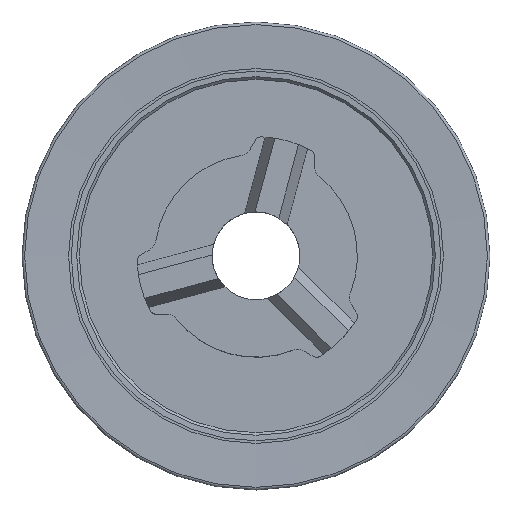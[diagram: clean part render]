
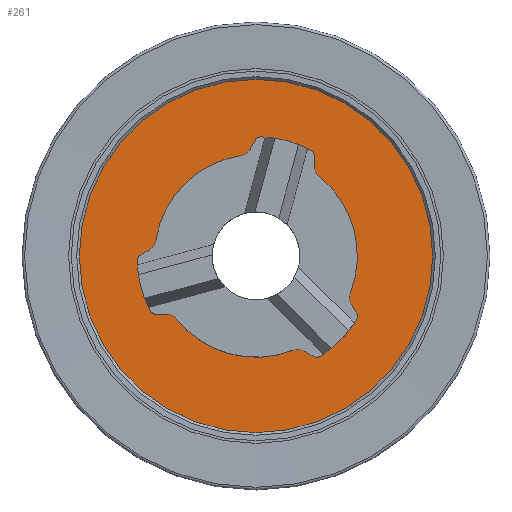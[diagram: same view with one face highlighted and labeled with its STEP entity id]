
A CAD part, top view. The second image highlights one B-rep face of the part: STEP entity #261.
In plain terms, the highlighted planar face has unit normal (0, 0, 1).
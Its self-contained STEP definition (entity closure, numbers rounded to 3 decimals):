
#153=LINE('',#1591,#201);
#159=LINE('',#1609,#207);
#161=LINE('',#1613,#209);
#164=LINE('',#1623,#212);
#166=LINE('',#1627,#214);
#172=LINE('',#1645,#220);
#201=VECTOR('',#1238,1.);
#207=VECTOR('',#1258,1.);
#209=VECTOR('',#1262,1.);
#212=VECTOR('',#1275,1.);
#214=VECTOR('',#1279,1.);
#220=VECTOR('',#1299,1.);
#261=ADVANCED_FACE('',(#301,#302),#292,.T.);
#292=PLANE('',#1064);
#301=FACE_BOUND('',#369,.T.);
#302=FACE_BOUND('',#370,.T.);
#369=EDGE_LOOP('',(#592,#593,#594,#595,#596,#597,#598,#599,#600,#601,#602,
#603,#604,#605,#606,#607,#608,#609,#610,#611,#612,#613,#614,#615));
#370=EDGE_LOOP('',(#616));
#592=ORIENTED_EDGE('',*,*,#833,.F.);
#593=ORIENTED_EDGE('',*,*,#823,.F.);
#594=ORIENTED_EDGE('',*,*,#826,.F.);
#595=ORIENTED_EDGE('',*,*,#828,.F.);
#596=ORIENTED_EDGE('',*,*,#830,.F.);
#597=ORIENTED_EDGE('',*,*,#832,.F.);
#598=ORIENTED_EDGE('',*,*,#834,.F.);
#599=ORIENTED_EDGE('',*,*,#788,.F.);
#600=ORIENTED_EDGE('',*,*,#835,.F.);
#601=ORIENTED_EDGE('',*,*,#816,.F.);
#602=ORIENTED_EDGE('',*,*,#818,.F.);
#603=ORIENTED_EDGE('',*,*,#732,.F.);
#604=ORIENTED_EDGE('',*,*,#820,.F.);
#605=ORIENTED_EDGE('',*,*,#821,.F.);
#606=ORIENTED_EDGE('',*,*,#728,.F.);
#607=ORIENTED_EDGE('',*,*,#794,.F.);
#608=ORIENTED_EDGE('',*,*,#836,.F.);
#609=ORIENTED_EDGE('',*,*,#805,.F.);
#610=ORIENTED_EDGE('',*,*,#808,.F.);
#611=ORIENTED_EDGE('',*,*,#810,.F.);
#612=ORIENTED_EDGE('',*,*,#812,.F.);
#613=ORIENTED_EDGE('',*,*,#814,.F.);
#614=ORIENTED_EDGE('',*,*,#837,.F.);
#615=ORIENTED_EDGE('',*,*,#782,.F.);
#616=ORIENTED_EDGE('',*,*,#838,.F.);
#641=VERTEX_POINT('',#1399);
#642=VERTEX_POINT('',#1400);
#645=VERTEX_POINT('',#1408);
#646=VERTEX_POINT('',#1409);
#689=VERTEX_POINT('',#1526);
#690=VERTEX_POINT('',#1528);
#693=VERTEX_POINT('',#1543);
#694=VERTEX_POINT('',#1545);
#697=VERTEX_POINT('',#1560);
#700=VERTEX_POINT('',#1590);
#701=VERTEX_POINT('',#1592);
#702=VERTEX_POINT('',#1596);
#703=VERTEX_POINT('',#1600);
#704=VERTEX_POINT('',#1604);
#705=VERTEX_POINT('',#1608);
#706=VERTEX_POINT('',#1612);
#707=VERTEX_POINT('',#1614);
#708=VERTEX_POINT('',#1620);
#709=VERTEX_POINT('',#1626);
#710=VERTEX_POINT('',#1628);
#711=VERTEX_POINT('',#1632);
#712=VERTEX_POINT('',#1636);
#713=VERTEX_POINT('',#1640);
#714=VERTEX_POINT('',#1644);
#715=VERTEX_POINT('',#1658);
#728=EDGE_CURVE('',#641,#642,#851,.T.);
#732=EDGE_CURVE('',#645,#646,#853,.T.);
#782=EDGE_CURVE('',#689,#690,#882,.T.);
#788=EDGE_CURVE('',#693,#694,#884,.T.);
#794=EDGE_CURVE('',#697,#641,#886,.T.);
#805=EDGE_CURVE('',#700,#701,#153,.T.);
#808=EDGE_CURVE('',#702,#700,#888,.T.);
#810=EDGE_CURVE('',#703,#702,#889,.T.);
#812=EDGE_CURVE('',#704,#703,#890,.T.);
#814=EDGE_CURVE('',#705,#704,#159,.T.);
#816=EDGE_CURVE('',#706,#707,#161,.T.);
#818=EDGE_CURVE('',#646,#706,#891,.T.);
#820=EDGE_CURVE('',#708,#645,#892,.T.);
#821=EDGE_CURVE('',#642,#708,#164,.T.);
#823=EDGE_CURVE('',#709,#710,#166,.T.);
#826=EDGE_CURVE('',#711,#709,#893,.T.);
#828=EDGE_CURVE('',#712,#711,#894,.T.);
#830=EDGE_CURVE('',#713,#712,#895,.T.);
#832=EDGE_CURVE('',#714,#713,#172,.T.);
#833=EDGE_CURVE('',#710,#689,#896,.T.);
#834=EDGE_CURVE('',#694,#714,#897,.T.);
#835=EDGE_CURVE('',#707,#693,#898,.T.);
#836=EDGE_CURVE('',#701,#697,#899,.T.);
#837=EDGE_CURVE('',#690,#705,#900,.T.);
#838=EDGE_CURVE('',#715,#715,#901,.T.);
#851=CIRCLE('',#974,0.4);
#853=CIRCLE('',#977,6.);
#882=CIRCLE('',#1013,7.05);
#884=CIRCLE('',#1016,7.05);
#886=CIRCLE('',#1019,7.05);
#888=CIRCLE('',#1032,0.8);
#889=CIRCLE('',#1034,6.);
#890=CIRCLE('',#1036,0.8);
#891=CIRCLE('',#1040,0.8);
#892=CIRCLE('',#1042,0.8);
#893=CIRCLE('',#1046,0.8);
#894=CIRCLE('',#1048,6.);
#895=CIRCLE('',#1050,0.8);
#896=CIRCLE('',#1053,0.4);
#897=CIRCLE('',#1055,0.4);
#898=CIRCLE('',#1057,0.4);
#899=CIRCLE('',#1059,0.4);
#900=CIRCLE('',#1061,0.4);
#901=CIRCLE('',#1063,10.458);
#974=AXIS2_PLACEMENT_3D('',#1398,#1096,#1097);
#977=AXIS2_PLACEMENT_3D('',#1407,#1104,#1105);
#1013=AXIS2_PLACEMENT_3D('',#1527,#1191,#1192);
#1016=AXIS2_PLACEMENT_3D('',#1544,#1199,#1200);
#1019=AXIS2_PLACEMENT_3D('',#1561,#1207,#1208);
#1032=AXIS2_PLACEMENT_3D('',#1597,#1243,#1244);
#1034=AXIS2_PLACEMENT_3D('',#1601,#1248,#1249);
#1036=AXIS2_PLACEMENT_3D('',#1605,#1253,#1254);
#1040=AXIS2_PLACEMENT_3D('',#1617,#1266,#1267);
#1042=AXIS2_PLACEMENT_3D('',#1621,#1271,#1272);
#1046=AXIS2_PLACEMENT_3D('',#1633,#1284,#1285);
#1048=AXIS2_PLACEMENT_3D('',#1637,#1289,#1290);
#1050=AXIS2_PLACEMENT_3D('',#1641,#1294,#1295);
#1053=AXIS2_PLACEMENT_3D('',#1647,#1302,#1303);
#1055=AXIS2_PLACEMENT_3D('',#1649,#1306,#1307);
#1057=AXIS2_PLACEMENT_3D('',#1651,#1310,#1311);
#1059=AXIS2_PLACEMENT_3D('',#1653,#1314,#1315);
#1061=AXIS2_PLACEMENT_3D('',#1655,#1318,#1319);
#1063=AXIS2_PLACEMENT_3D('',#1657,#1322,#1323);
#1064=AXIS2_PLACEMENT_3D('',#1659,#1324,#1325);
#1096=DIRECTION('',(0.,0.,1.));
#1097=DIRECTION('',(-1.,0.,0.));
#1104=DIRECTION('',(0.,0.,1.));
#1105=DIRECTION('',(1.,0.,0.));
#1191=DIRECTION('',(0.,0.,1.));
#1192=DIRECTION('',(1.,0.,0.));
#1199=DIRECTION('',(0.,0.,1.));
#1200=DIRECTION('',(1.,0.,0.));
#1207=DIRECTION('',(0.,0.,1.));
#1208=DIRECTION('',(1.,0.,0.));
#1238=DIRECTION('',(0.866,-0.5,0.));
#1243=DIRECTION('',(0.,0.,-1.));
#1244=DIRECTION('',(-1.,0.,0.));
#1248=DIRECTION('',(0.,0.,1.));
#1249=DIRECTION('',(1.,0.,0.));
#1253=DIRECTION('',(0.,0.,-1.));
#1254=DIRECTION('',(1.,0.,0.));
#1258=DIRECTION('',(1.,0.,0.));
#1262=DIRECTION('',(0.,1.,0.));
#1266=DIRECTION('',(0.,0.,-1.));
#1267=DIRECTION('',(-1.,0.,0.));
#1271=DIRECTION('',(0.,0.,-1.));
#1272=DIRECTION('',(1.,0.,0.));
#1275=DIRECTION('',(-0.5,0.866,0.));
#1279=DIRECTION('',(-0.866,-0.5,0.));
#1284=DIRECTION('',(0.,0.,-1.));
#1285=DIRECTION('',(-1.,0.,0.));
#1289=DIRECTION('',(0.,0.,1.));
#1290=DIRECTION('',(1.,0.,0.));
#1294=DIRECTION('',(0.,0.,-1.));
#1295=DIRECTION('',(1.,0.,0.));
#1299=DIRECTION('',(-0.5,-0.866,0.));
#1302=DIRECTION('',(0.,0.,1.));
#1303=DIRECTION('',(-1.,0.,0.));
#1306=DIRECTION('',(0.,0.,1.));
#1307=DIRECTION('',(-1.,0.,0.));
#1310=DIRECTION('',(0.,0.,1.));
#1311=DIRECTION('',(-1.,0.,0.));
#1314=DIRECTION('',(0.,0.,1.));
#1315=DIRECTION('',(-1.,0.,0.));
#1318=DIRECTION('',(0.,0.,1.));
#1319=DIRECTION('',(-1.,0.,0.));
#1322=DIRECTION('',(0.,0.,-1.));
#1323=DIRECTION('',(-1.,0.,0.));
#1324=DIRECTION('',(0.,0.,1.));
#1325=DIRECTION('',(-1.,0.,0.));
#1398=CARTESIAN_POINT('',(5.601,-3.585,-4.65));
#1399=CARTESIAN_POINT('',(5.938,-3.801,-4.65));
#1400=CARTESIAN_POINT('',(5.947,-3.385,-4.65));
#1407=CARTESIAN_POINT('',(0.,0.,-4.65));
#1408=CARTESIAN_POINT('',(5.593,-2.173,-4.65));
#1409=CARTESIAN_POINT('',(3.757,4.678,-4.65));
#1526=CARTESIAN_POINT('',(-7.043,-0.323,-4.65));
#1527=CARTESIAN_POINT('',(0.,0.,-4.65));
#1528=CARTESIAN_POINT('',(-6.26,-3.242,-4.65));
#1543=CARTESIAN_POINT('',(3.242,6.26,-4.65));
#1544=CARTESIAN_POINT('',(0.,0.,-4.65));
#1545=CARTESIAN_POINT('',(0.323,7.043,-4.65));
#1560=CARTESIAN_POINT('',(3.801,-5.938,-4.65));
#1561=CARTESIAN_POINT('',(0.,0.,-4.65));
#1590=CARTESIAN_POINT('',(2.863,-5.646,-4.65));
#1591=CARTESIAN_POINT('',(3.385,-5.947,-4.65));
#1592=CARTESIAN_POINT('',(3.385,-5.947,-4.65));
#1596=CARTESIAN_POINT('',(2.173,-5.593,-4.65));
#1597=CARTESIAN_POINT('',(2.463,-6.338,-4.65));
#1600=CARTESIAN_POINT('',(-4.678,-3.757,-4.65));
#1601=CARTESIAN_POINT('',(0.,0.,-4.65));
#1604=CARTESIAN_POINT('',(-5.302,-3.458,-4.65));
#1605=CARTESIAN_POINT('',(-5.302,-4.258,-4.65));
#1608=CARTESIAN_POINT('',(-5.905,-3.458,-4.65));
#1609=CARTESIAN_POINT('',(-5.905,-3.458,-4.65));
#1612=CARTESIAN_POINT('',(3.458,5.302,-4.65));
#1613=CARTESIAN_POINT('',(3.458,5.905,-4.65));
#1614=CARTESIAN_POINT('',(3.458,5.905,-4.65));
#1617=CARTESIAN_POINT('',(4.258,5.302,-4.65));
#1620=CARTESIAN_POINT('',(5.646,-2.863,-4.65));
#1621=CARTESIAN_POINT('',(6.338,-2.463,-4.65));
#1623=CARTESIAN_POINT('',(5.947,-3.385,-4.65));
#1626=CARTESIAN_POINT('',(-6.321,0.344,-4.65));
#1627=CARTESIAN_POINT('',(-6.843,0.042,-4.65));
#1628=CARTESIAN_POINT('',(-6.843,0.042,-4.65));
#1632=CARTESIAN_POINT('',(-5.93,0.915,-4.65));
#1633=CARTESIAN_POINT('',(-6.721,1.037,-4.65));
#1636=CARTESIAN_POINT('',(-0.915,5.93,-4.65));
#1637=CARTESIAN_POINT('',(0.,0.,-4.65));
#1640=CARTESIAN_POINT('',(-0.344,6.321,-4.65));
#1641=CARTESIAN_POINT('',(-1.037,6.721,-4.65));
#1644=CARTESIAN_POINT('',(-0.042,6.843,-4.65));
#1645=CARTESIAN_POINT('',(-0.042,6.843,-4.65));
#1647=CARTESIAN_POINT('',(-6.643,-0.304,-4.65));
#1649=CARTESIAN_POINT('',(0.304,6.643,-4.65));
#1651=CARTESIAN_POINT('',(3.058,5.905,-4.65));
#1653=CARTESIAN_POINT('',(3.585,-5.601,-4.65));
#1655=CARTESIAN_POINT('',(-5.905,-3.058,-4.65));
#1657=CARTESIAN_POINT('',(0.,0.,-4.65));
#1658=CARTESIAN_POINT('',(-10.458,0.,-4.65));
#1659=CARTESIAN_POINT('',(14.928,-10.701,-4.65));
